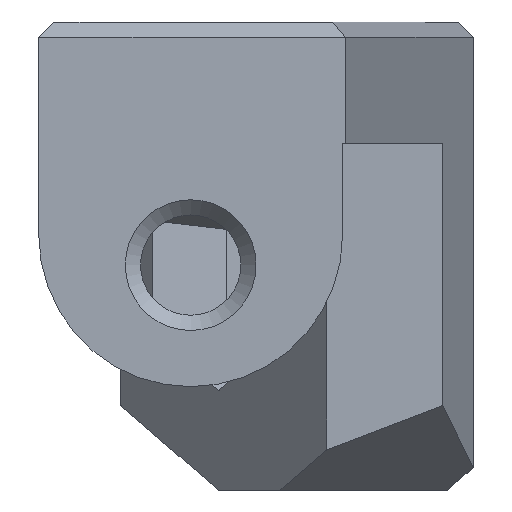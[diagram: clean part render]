
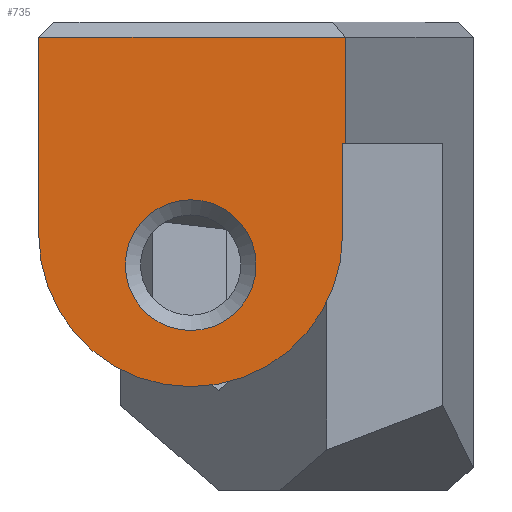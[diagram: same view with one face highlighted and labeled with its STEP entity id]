
A CAD part, left-side view. The second image highlights one B-rep face of the part: STEP entity #735.
In plain terms, the highlighted planar face has unit normal (-1, 0, 0).
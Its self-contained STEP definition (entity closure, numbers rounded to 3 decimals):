
#16=FACE_BOUND('',#112,.T.);
#22=PLANE('',#798);
#66=FACE_OUTER_BOUND('',#111,.T.);
#111=EDGE_LOOP('',(#534,#535,#536,#537,#538,#539));
#112=EDGE_LOOP('',(#540));
#159=LINE('',#1072,#251);
#160=LINE('',#1074,#252);
#161=LINE('',#1078,#253);
#162=LINE('',#1080,#254);
#163=LINE('',#1081,#255);
#251=VECTOR('',#870,10.);
#252=VECTOR('',#871,10.);
#253=VECTOR('',#874,10.);
#254=VECTOR('',#875,10.);
#255=VECTOR('',#876,10.);
#344=CIRCLE('',#797,2.15);
#345=CIRCLE('',#799,5.);
#356=VERTEX_POINT('',#1066);
#357=VERTEX_POINT('',#1070);
#358=VERTEX_POINT('',#1071);
#359=VERTEX_POINT('',#1073);
#360=VERTEX_POINT('',#1075);
#361=VERTEX_POINT('',#1077);
#362=VERTEX_POINT('',#1079);
#423=EDGE_CURVE('',#356,#356,#344,.T.);
#424=EDGE_CURVE('',#357,#358,#159,.T.);
#425=EDGE_CURVE('',#358,#359,#160,.T.);
#426=EDGE_CURVE('',#360,#359,#345,.T.);
#427=EDGE_CURVE('',#361,#360,#161,.T.);
#428=EDGE_CURVE('',#361,#362,#162,.T.);
#429=EDGE_CURVE('',#357,#362,#163,.T.);
#534=ORIENTED_EDGE('',*,*,#424,.T.);
#535=ORIENTED_EDGE('',*,*,#425,.T.);
#536=ORIENTED_EDGE('',*,*,#426,.F.);
#537=ORIENTED_EDGE('',*,*,#427,.F.);
#538=ORIENTED_EDGE('',*,*,#428,.T.);
#539=ORIENTED_EDGE('',*,*,#429,.F.);
#540=ORIENTED_EDGE('',*,*,#423,.T.);
#735=ADVANCED_FACE('',(#66,#16),#22,.F.);
#797=AXIS2_PLACEMENT_3D('',#1068,#866,#867);
#798=AXIS2_PLACEMENT_3D('',#1069,#868,#869);
#799=AXIS2_PLACEMENT_3D('',#1076,#872,#873);
#866=DIRECTION('center_axis',(1.,0.,0.));
#867=DIRECTION('ref_axis',(0.,0.,1.));
#868=DIRECTION('center_axis',(1.,0.,0.));
#869=DIRECTION('ref_axis',(0.,-1.,0.));
#870=DIRECTION('',(0.,1.,0.));
#871=DIRECTION('',(0.,0.,-1.));
#872=DIRECTION('center_axis',(1.,0.,0.));
#873=DIRECTION('ref_axis',(0.,-1.,0.));
#874=DIRECTION('',(0.,0.,-1.));
#875=DIRECTION('',(0.,-1.,0.));
#876=DIRECTION('',(0.,0.,-1.));
#1066=CARTESIAN_POINT('',(-63.65,1.75,-10.15));
#1068=CARTESIAN_POINT('Origin',(-63.65,1.75,-8.));
#1069=CARTESIAN_POINT('Origin',(-63.65,6.75,0.));
#1070=CARTESIAN_POINT('',(-63.65,-3.35,-0.5));
#1071=CARTESIAN_POINT('',(-63.65,6.75,-0.5));
#1072=CARTESIAN_POINT('',(-63.65,3.175,-0.5));
#1073=CARTESIAN_POINT('',(-63.65,6.75,-7.));
#1074=CARTESIAN_POINT('',(-63.65,6.75,0.));
#1075=CARTESIAN_POINT('',(-63.65,-3.25,-7.));
#1076=CARTESIAN_POINT('Origin',(-63.65,1.75,-7.));
#1077=CARTESIAN_POINT('',(-63.65,-3.25,-4.));
#1078=CARTESIAN_POINT('',(-63.65,-3.25,0.));
#1079=CARTESIAN_POINT('',(-63.65,-3.35,-4.));
#1080=CARTESIAN_POINT('',(-63.65,-3.35,-4.));
#1081=CARTESIAN_POINT('',(-63.65,-3.35,0.));
